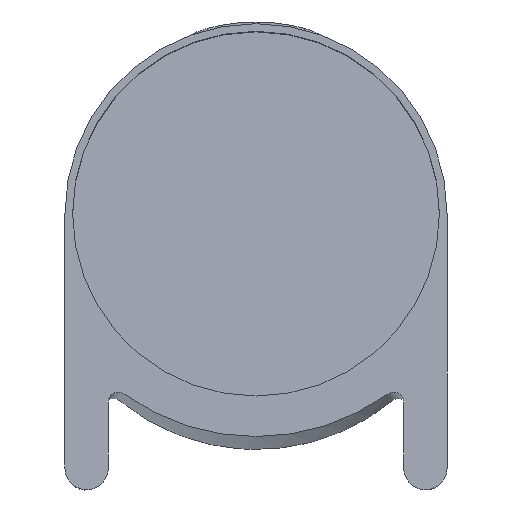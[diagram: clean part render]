
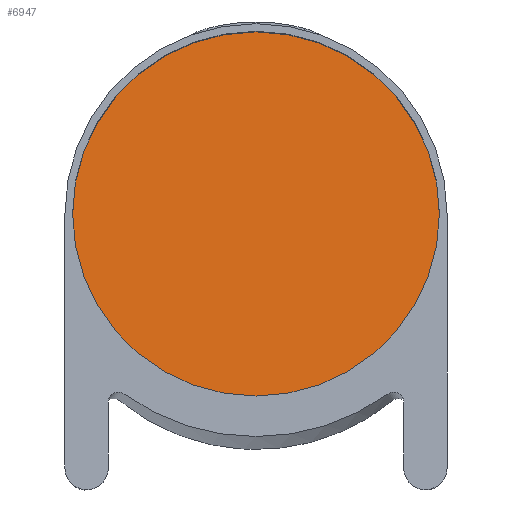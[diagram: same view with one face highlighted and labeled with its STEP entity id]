
A CAD part, top view. The second image highlights one B-rep face of the part: STEP entity #6947.
In plain terms, the highlighted planar face has unit normal (0, 0.104, 0.995).
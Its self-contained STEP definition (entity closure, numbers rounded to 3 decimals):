
#1508 = VERTEX_POINT ( 'NONE', #3512 ) ;
#1806 = DIRECTION ( 'NONE',  ( 0., 0.105, 0.995 ) ) ;
#2017 = PLANE ( 'NONE',  #2564 ) ;
#2564 = AXIS2_PLACEMENT_3D ( 'NONE', #9383, #7963, #8655 ) ;
#2803 = FACE_OUTER_BOUND ( 'NONE', #9122, .T. ) ;
#3189 = CARTESIAN_POINT ( 'NONE',  ( 0., 54.097, -6.691 ) ) ;
#3217 = CIRCLE ( 'NONE', #9400, 36. ) ;
#3512 = CARTESIAN_POINT ( 'NONE',  ( 0., 18.294, -2.928 ) ) ;
#4290 = DIRECTION ( 'NONE',  ( 0., -0.995, 0.105 ) ) ;
#5289 = CIRCLE ( 'NONE', #7654, 36. ) ;
#5369 = EDGE_CURVE ( 'NONE', #1508, #9028, #3217, .T. ) ;
#5632 = ORIENTED_EDGE ( 'NONE', *, *, #9156, .T. ) ;
#5783 = DIRECTION ( 'NONE',  ( 0., 0.105, 0.995 ) ) ;
#6318 = DIRECTION ( 'NONE',  ( 0., -0.995, 0.105 ) ) ;
#6947 = ADVANCED_FACE ( 'NONE', ( #2803 ), #2017, .T. ) ;
#7654 = AXIS2_PLACEMENT_3D ( 'NONE', #8653, #5783, #4290 ) ;
#7963 = DIRECTION ( 'NONE',  ( 0., 0.105, 0.995 ) ) ;
#8069 = ORIENTED_EDGE ( 'NONE', *, *, #5369, .T. ) ;
#8653 = CARTESIAN_POINT ( 'NONE',  ( 0., 54.097, -6.691 ) ) ;
#8655 = DIRECTION ( 'NONE',  ( 0., -0.995, 0.105 ) ) ;
#8698 = CARTESIAN_POINT ( 'NONE',  ( 0., 89.9, -10.454 ) ) ;
#9028 = VERTEX_POINT ( 'NONE', #8698 ) ;
#9122 = EDGE_LOOP ( 'NONE', ( #8069, #5632 ) ) ;
#9156 = EDGE_CURVE ( 'NONE', #9028, #1508, #5289, .T. ) ;
#9383 = CARTESIAN_POINT ( 'NONE',  ( 0., 54.097, -6.691 ) ) ;
#9400 = AXIS2_PLACEMENT_3D ( 'NONE', #3189, #1806, #6318 ) ;
